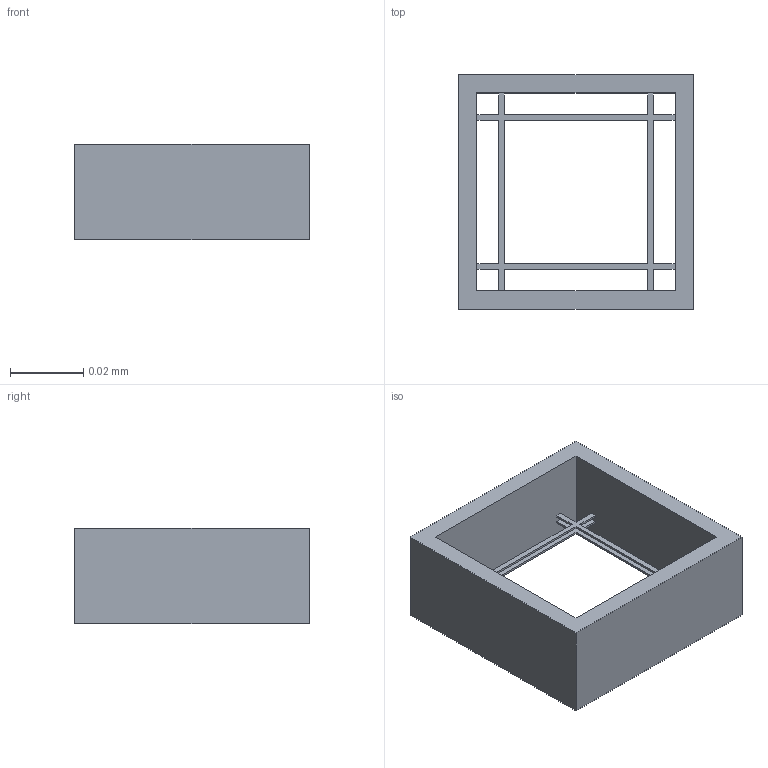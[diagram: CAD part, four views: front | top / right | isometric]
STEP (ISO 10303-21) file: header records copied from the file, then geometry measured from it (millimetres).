
FILE_DESCRIPTION(('Open CASCADE Model'),'2;1');
FILE_NAME('Open CASCADE Shape Model','2025-11-28T16:58:28',('Author'),( 'Open CASCADE'),'Open CASCADE STEP processor 7.7','Open CASCADE 7.7' ,'Unknown');
FILE_SCHEMA(('AUTOMOTIVE_DESIGN { 1 0 10303 214 1 1 1 1 }'));
Length unit declared in the file: millimetre
Products named in the file (1): Open CASCADE STEP translator 7.7 8
Bounding box: 0.06 x 0.06 x 0.03 mm (x, y, z)
Volume: 0 mm3; surface area: 0 mm2
Topology: 1 solids, 1 shells, 62 faces, 216 edges, 144 vertices
Faces by surface type: plane 62
Entity records: 4950 total; most frequent: CARTESIAN_POINT 1071, DIRECTION 558, ORIENTED_EDGE 432, LINE 432, VECTOR 432, PCURVE 432, DEFINITIONAL_REPRESENTATION 432, EDGE_CURVE 216
